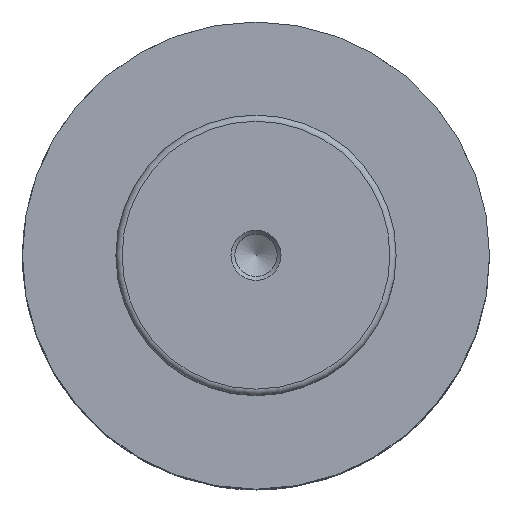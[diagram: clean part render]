
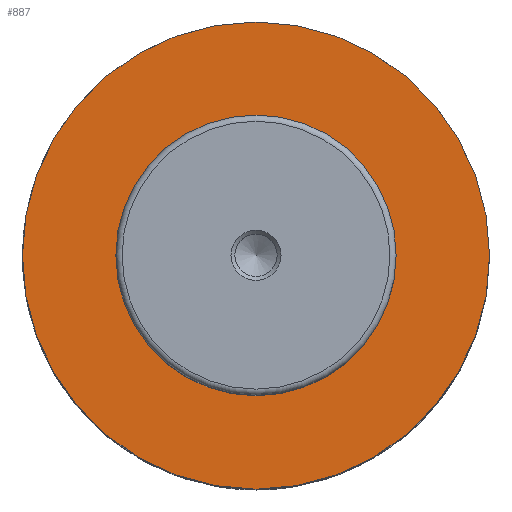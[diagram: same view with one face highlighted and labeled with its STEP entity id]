
A CAD part, top view. The second image highlights one B-rep face of the part: STEP entity #887.
In plain terms, the highlighted planar face has unit normal (0, 0, 1).
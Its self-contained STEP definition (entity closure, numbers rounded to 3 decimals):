
#21=FACE_BOUND('',#283,.T.);
#29=PLANE('',#1020);
#228=FACE_OUTER_BOUND('',#282,.T.);
#282=EDGE_LOOP('',(#768,#769));
#283=EDGE_LOOP('',(#770,#771));
#357=CIRCLE('',#999,22.5);
#358=CIRCLE('',#1000,22.5);
#359=CIRCLE('',#1002,37.5);
#360=CIRCLE('',#1003,37.5);
#430=VERTEX_POINT('',#1526);
#431=VERTEX_POINT('',#1527);
#432=VERTEX_POINT('',#1532);
#433=VERTEX_POINT('',#1534);
#541=EDGE_CURVE('',#430,#431,#357,.T.);
#542=EDGE_CURVE('',#431,#430,#358,.T.);
#545=EDGE_CURVE('',#432,#433,#359,.T.);
#546=EDGE_CURVE('',#433,#432,#360,.T.);
#768=ORIENTED_EDGE('',*,*,#546,.F.);
#769=ORIENTED_EDGE('',*,*,#545,.F.);
#770=ORIENTED_EDGE('',*,*,#541,.T.);
#771=ORIENTED_EDGE('',*,*,#542,.T.);
#887=ADVANCED_FACE('',(#228,#21),#29,.T.);
#999=AXIS2_PLACEMENT_3D('',#1528,#1208,#1209);
#1000=AXIS2_PLACEMENT_3D('',#1529,#1210,#1211);
#1002=AXIS2_PLACEMENT_3D('',#1535,#1216,#1217);
#1003=AXIS2_PLACEMENT_3D('',#1536,#1218,#1219);
#1020=AXIS2_PLACEMENT_3D('',#1564,#1255,#1256);
#1208=DIRECTION('center_axis',(0.,0.,-1.));
#1209=DIRECTION('ref_axis',(-1.,0.,0.));
#1210=DIRECTION('center_axis',(0.,0.,-1.));
#1211=DIRECTION('ref_axis',(-1.,0.,0.));
#1216=DIRECTION('center_axis',(0.,0.,-1.));
#1217=DIRECTION('ref_axis',(-1.,0.,0.));
#1218=DIRECTION('center_axis',(0.,0.,-1.));
#1219=DIRECTION('ref_axis',(-1.,0.,0.));
#1255=DIRECTION('center_axis',(0.,0.,1.));
#1256=DIRECTION('ref_axis',(1.,0.,0.));
#1526=CARTESIAN_POINT('',(-22.5,0.,74.));
#1527=CARTESIAN_POINT('',(22.5,0.,74.));
#1528=CARTESIAN_POINT('Origin',(0.,0.,74.));
#1529=CARTESIAN_POINT('Origin',(0.,0.,74.));
#1532=CARTESIAN_POINT('',(37.5,0.,74.));
#1534=CARTESIAN_POINT('',(-37.5,0.,74.));
#1535=CARTESIAN_POINT('Origin',(0.,0.,74.));
#1536=CARTESIAN_POINT('Origin',(0.,0.,74.));
#1564=CARTESIAN_POINT('Origin',(-31.5,0.,74.));
